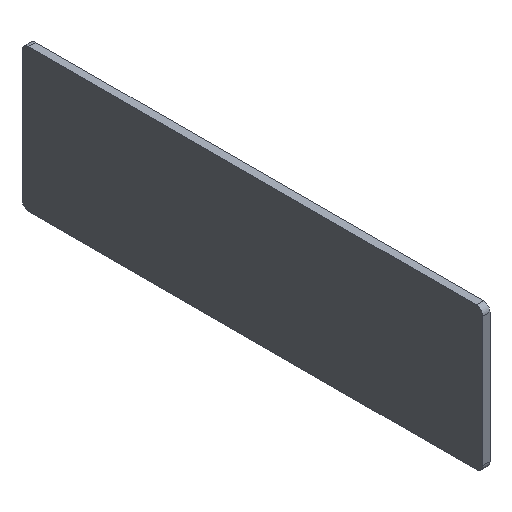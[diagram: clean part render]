
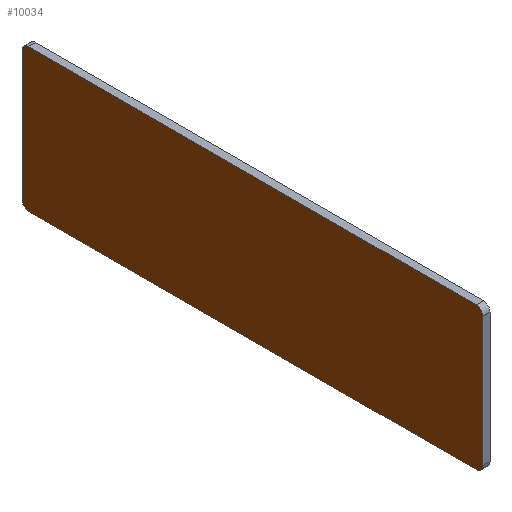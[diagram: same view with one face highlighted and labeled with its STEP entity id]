
A CAD part, isometric view. The second image highlights one B-rep face of the part: STEP entity #10034.
In plain terms, the highlighted planar face has unit normal (-1, 0, 0).
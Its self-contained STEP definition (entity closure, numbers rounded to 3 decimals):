
#747=PLANE('',#10632);
#1288=FACE_OUTER_BOUND('',#1863,.T.);
#1863=EDGE_LOOP('',(#9377,#9378,#9379,#9380,#9381,#9382,#9383,#9384));
#1868=LINE('',#12790,#2846);
#2076=LINE('',#13751,#3054);
#2079=LINE('',#13759,#3057);
#2081=LINE('',#13765,#3059);
#2846=VECTOR('',#10647,1.);
#3054=VECTOR('',#11061,1.);
#3057=VECTOR('',#11070,10.);
#3059=VECTOR('',#11078,10.);
#3820=CIRCLE('',#10053,3.);
#3921=CIRCLE('',#10157,3.);
#3922=CIRCLE('',#10160,3.);
#3923=CIRCLE('',#10163,3.);
#4038=VERTEX_POINT('',#12777);
#4039=VERTEX_POINT('',#12778);
#4043=VERTEX_POINT('',#12788);
#4416=VERTEX_POINT('',#13745);
#4417=VERTEX_POINT('',#13749);
#4418=VERTEX_POINT('',#13753);
#4419=VERTEX_POINT('',#13757);
#4420=VERTEX_POINT('',#13761);
#4996=EDGE_CURVE('',#4038,#4039,#3820,.T.);
#5002=EDGE_CURVE('',#4043,#4038,#1868,.T.);
#5376=EDGE_CURVE('',#4416,#4043,#3921,.T.);
#5379=EDGE_CURVE('',#4417,#4416,#2076,.T.);
#5381=EDGE_CURVE('',#4418,#4417,#3922,.T.);
#5383=EDGE_CURVE('',#4419,#4418,#2079,.T.);
#5384=EDGE_CURVE('',#4420,#4419,#3923,.T.);
#5386=EDGE_CURVE('',#4420,#4039,#2081,.T.);
#9377=ORIENTED_EDGE('',*,*,#4996,.F.);
#9378=ORIENTED_EDGE('',*,*,#5002,.F.);
#9379=ORIENTED_EDGE('',*,*,#5376,.F.);
#9380=ORIENTED_EDGE('',*,*,#5379,.F.);
#9381=ORIENTED_EDGE('',*,*,#5381,.F.);
#9382=ORIENTED_EDGE('',*,*,#5383,.F.);
#9383=ORIENTED_EDGE('',*,*,#5384,.F.);
#9384=ORIENTED_EDGE('',*,*,#5386,.T.);
#10034=ADVANCED_FACE('',(#1288),#747,.F.);
#10053=AXIS2_PLACEMENT_3D('',#12779,#10637,#10638);
#10157=AXIS2_PLACEMENT_3D('',#13746,#11055,#11056);
#10160=AXIS2_PLACEMENT_3D('',#13755,#11065,#11066);
#10163=AXIS2_PLACEMENT_3D('',#13762,#11073,#11074);
#10632=AXIS2_PLACEMENT_3D('',#18315,#12773,#12774);
#10637=DIRECTION('center_axis',(1.,0.,0.));
#10638=DIRECTION('ref_axis',(0.,0.707,0.707));
#10647=DIRECTION('',(0.,0.,1.));
#11055=DIRECTION('center_axis',(1.,0.,0.));
#11056=DIRECTION('ref_axis',(0.,0.707,-0.707));
#11061=DIRECTION('',(0.,1.,0.));
#11065=DIRECTION('center_axis',(1.,0.,0.));
#11066=DIRECTION('ref_axis',(0.,-0.707,-0.707));
#11070=DIRECTION('',(0.,0.,-1.));
#11073=DIRECTION('center_axis',(1.,0.,0.));
#11074=DIRECTION('ref_axis',(0.,-0.707,0.707));
#11078=DIRECTION('',(0.,1.,0.));
#12773=DIRECTION('center_axis',(1.,0.,0.));
#12774=DIRECTION('ref_axis',(0.,1.,0.));
#12777=CARTESIAN_POINT('',(0.,82.55,28.75));
#12778=CARTESIAN_POINT('',(0.,79.55,31.75));
#12779=CARTESIAN_POINT('Origin',(0.,79.55,28.75));
#12788=CARTESIAN_POINT('',(0.,82.55,-28.75));
#12790=CARTESIAN_POINT('',(0.,82.55,-30.75));
#13745=CARTESIAN_POINT('',(0.,79.55,-31.75));
#13746=CARTESIAN_POINT('Origin',(0.,79.55,-28.75));
#13749=CARTESIAN_POINT('',(0.,-119.55,-31.75));
#13751=CARTESIAN_POINT('',(0.,-81.55,-31.75));
#13753=CARTESIAN_POINT('',(0.,-122.55,-28.75));
#13755=CARTESIAN_POINT('Origin',(0.,-119.55,-28.75));
#13757=CARTESIAN_POINT('',(0.,-122.55,28.75));
#13759=CARTESIAN_POINT('',(0.,-122.55,31.75));
#13761=CARTESIAN_POINT('',(0.,-119.55,31.75));
#13762=CARTESIAN_POINT('Origin',(0.,-119.55,28.75));
#13765=CARTESIAN_POINT('',(0.,-41.275,31.75));
#18315=CARTESIAN_POINT('Origin',(0.,0.,0.));
